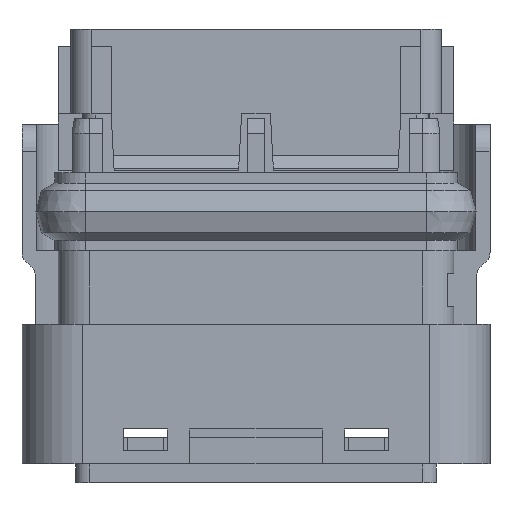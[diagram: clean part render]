
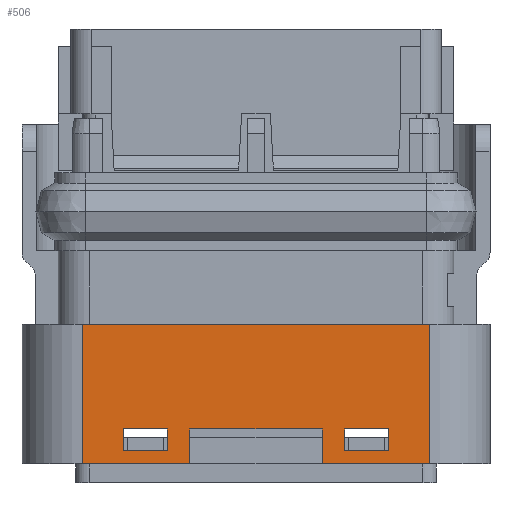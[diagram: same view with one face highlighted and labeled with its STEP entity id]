
A CAD part, front view. The second image highlights one B-rep face of the part: STEP entity #506.
In plain terms, the highlighted planar face has unit normal (0, -1, 0).
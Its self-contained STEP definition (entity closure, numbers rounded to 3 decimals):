
#116=FACE_BOUND('',#1539,.T.);
#117=FACE_BOUND('',#1540,.T.);
#118=FACE_BOUND('',#1541,.T.);
#506=ADVANCED_FACE('',(#116,#117,#118),#841,.T.);
#841=PLANE('',#7747);
#1539=EDGE_LOOP('',(#2550,#2551,#2552,#2553,#2554,#2555,#2556,#2557));
#1540=EDGE_LOOP('',(#2558,#2559,#2560,#2561));
#1541=EDGE_LOOP('',(#2562,#2563,#2564,#2565));
#2550=ORIENTED_EDGE('',*,*,#5100,.F.);
#2551=ORIENTED_EDGE('',*,*,#5098,.F.);
#2552=ORIENTED_EDGE('',*,*,#4964,.T.);
#2553=ORIENTED_EDGE('',*,*,#5101,.F.);
#2554=ORIENTED_EDGE('',*,*,#5102,.F.);
#2555=ORIENTED_EDGE('',*,*,#5086,.T.);
#2556=ORIENTED_EDGE('',*,*,#5040,.T.);
#2557=ORIENTED_EDGE('',*,*,#5089,.T.);
#2558=ORIENTED_EDGE('',*,*,#5103,.T.);
#2559=ORIENTED_EDGE('',*,*,#5063,.T.);
#2560=ORIENTED_EDGE('',*,*,#5044,.T.);
#2561=ORIENTED_EDGE('',*,*,#5068,.T.);
#2562=ORIENTED_EDGE('',*,*,#5072,.T.);
#2563=ORIENTED_EDGE('',*,*,#5104,.T.);
#2564=ORIENTED_EDGE('',*,*,#5069,.T.);
#2565=ORIENTED_EDGE('',*,*,#5037,.T.);
#4191=VERTEX_POINT('',#10718);
#4192=VERTEX_POINT('',#10720);
#4239=VERTEX_POINT('',#10857);
#4240=VERTEX_POINT('',#10859);
#4241=VERTEX_POINT('',#10862);
#4242=VERTEX_POINT('',#10864);
#4245=VERTEX_POINT('',#10870);
#4246=VERTEX_POINT('',#10872);
#4258=VERTEX_POINT('',#10908);
#4260=VERTEX_POINT('',#10915);
#4261=VERTEX_POINT('',#10919);
#4262=VERTEX_POINT('',#10923);
#4267=VERTEX_POINT('',#10954);
#4268=VERTEX_POINT('',#10958);
#4273=VERTEX_POINT('',#10977);
#4274=VERTEX_POINT('',#10982);
#4964=EDGE_CURVE('',#4192,#4191,#5979,.T.);
#5037=EDGE_CURVE('',#4240,#4239,#6039,.T.);
#5040=EDGE_CURVE('',#4242,#4241,#6042,.T.);
#5044=EDGE_CURVE('',#4246,#4245,#6046,.T.);
#5063=EDGE_CURVE('',#4258,#4246,#6061,.T.);
#5068=EDGE_CURVE('',#4245,#4260,#6066,.T.);
#5069=EDGE_CURVE('',#4261,#4240,#6067,.T.);
#5072=EDGE_CURVE('',#4239,#4262,#6070,.T.);
#5086=EDGE_CURVE('',#4267,#4242,#6084,.T.);
#5089=EDGE_CURVE('',#4241,#4268,#6087,.T.);
#5098=EDGE_CURVE('',#4192,#4273,#6095,.T.);
#5100=EDGE_CURVE('',#4273,#4268,#6096,.T.);
#5101=EDGE_CURVE('',#4274,#4191,#6097,.T.);
#5102=EDGE_CURVE('',#4267,#4274,#6098,.T.);
#5103=EDGE_CURVE('',#4260,#4258,#6099,.T.);
#5104=EDGE_CURVE('',#4262,#4261,#6100,.T.);
#5979=LINE('',#10719,#6895);
#6039=LINE('',#10858,#6955);
#6042=LINE('',#10863,#6958);
#6046=LINE('',#10871,#6962);
#6061=LINE('',#10907,#6977);
#6066=LINE('',#10916,#6982);
#6067=LINE('',#10918,#6983);
#6070=LINE('',#10924,#6986);
#6084=LINE('',#10953,#7000);
#6087=LINE('',#10959,#7003);
#6095=LINE('',#10976,#7011);
#6096=LINE('',#10980,#7012);
#6097=LINE('',#10981,#7013);
#6098=LINE('',#10983,#7014);
#6099=LINE('',#10984,#7015);
#6100=LINE('',#10985,#7016);
#6895=VECTOR('',#8630,1.);
#6955=VECTOR('',#8752,1.);
#6958=VECTOR('',#8755,1.);
#6962=VECTOR('',#8759,1.);
#6977=VECTOR('',#8792,1.);
#6982=VECTOR('',#8799,1.);
#6983=VECTOR('',#8802,1.);
#6986=VECTOR('',#8807,1.);
#7000=VECTOR('',#8843,1.);
#7003=VECTOR('',#8848,1.);
#7011=VECTOR('',#8866,1.);
#7012=VECTOR('',#8871,1.);
#7013=VECTOR('',#8872,1.);
#7014=VECTOR('',#8873,1.);
#7015=VECTOR('',#8874,1.);
#7016=VECTOR('',#8875,1.);
#7747=AXIS2_PLACEMENT_3D('',#10986,#8876,#8877);
#8630=DIRECTION('',(-1.,0.,0.));
#8752=DIRECTION('',(1.,0.,0.));
#8755=DIRECTION('',(1.,0.,0.));
#8759=DIRECTION('',(1.,0.,0.));
#8792=DIRECTION('',(0.,0.,1.));
#8799=DIRECTION('',(0.,0.,-1.));
#8802=DIRECTION('',(0.,0.,1.));
#8807=DIRECTION('',(0.,0.,-1.));
#8843=DIRECTION('',(0.,0.,1.));
#8848=DIRECTION('',(0.,0.,-1.));
#8866=DIRECTION('',(0.,0.,-1.));
#8871=DIRECTION('',(-1.,0.,0.));
#8872=DIRECTION('',(0.,0.,1.));
#8873=DIRECTION('',(-1.,0.,0.));
#8874=DIRECTION('',(-1.,0.,0.));
#8875=DIRECTION('',(-1.,0.,0.));
#8876=DIRECTION('',(0.,-1.,0.));
#8877=DIRECTION('',(0.,0.,-1.));
#10718=CARTESIAN_POINT('',(-12.95,-8.35,-17.5));
#10719=CARTESIAN_POINT('',(-15.54,-8.35,-17.5));
#10720=CARTESIAN_POINT('',(12.95,-8.35,-17.5));
#10857=CARTESIAN_POINT('',(9.9,-8.35,-25.3));
#10858=CARTESIAN_POINT('',(-15.54,-8.35,-25.3));
#10859=CARTESIAN_POINT('',(6.6,-8.35,-25.3));
#10862=CARTESIAN_POINT('',(4.95,-8.35,-25.3));
#10863=CARTESIAN_POINT('',(-15.54,-8.35,-25.3));
#10864=CARTESIAN_POINT('',(-4.95,-8.35,-25.3));
#10870=CARTESIAN_POINT('',(-6.6,-8.35,-25.3));
#10871=CARTESIAN_POINT('',(-15.54,-8.35,-25.3));
#10872=CARTESIAN_POINT('',(-9.9,-8.35,-25.3));
#10907=CARTESIAN_POINT('',(-9.9,-8.35,-16.95));
#10908=CARTESIAN_POINT('',(-9.9,-8.35,-26.9));
#10915=CARTESIAN_POINT('',(-6.6,-8.35,-26.9));
#10916=CARTESIAN_POINT('',(-6.6,-8.35,-16.95));
#10918=CARTESIAN_POINT('',(6.6,-8.35,-16.95));
#10919=CARTESIAN_POINT('',(6.6,-8.35,-26.9));
#10923=CARTESIAN_POINT('',(9.9,-8.35,-26.9));
#10924=CARTESIAN_POINT('',(9.9,-8.35,-16.95));
#10953=CARTESIAN_POINT('',(-4.95,-8.35,-27.4));
#10954=CARTESIAN_POINT('',(-4.95,-8.35,-27.9));
#10958=CARTESIAN_POINT('',(4.95,-8.35,-27.9));
#10959=CARTESIAN_POINT('',(4.95,-8.35,-24.9));
#10976=CARTESIAN_POINT('',(12.95,-8.35,-17.9));
#10977=CARTESIAN_POINT('',(12.95,-8.35,-27.9));
#10980=CARTESIAN_POINT('',(-15.54,-8.35,-27.9));
#10981=CARTESIAN_POINT('',(-12.95,-8.35,-27.4));
#10982=CARTESIAN_POINT('',(-12.95,-8.35,-27.9));
#10983=CARTESIAN_POINT('',(-20.34,-8.35,-27.9));
#10984=CARTESIAN_POINT('',(-15.54,-8.35,-26.9));
#10985=CARTESIAN_POINT('',(-15.54,-8.35,-26.9));
#10986=CARTESIAN_POINT('',(-15.54,-8.35,-16.95));
